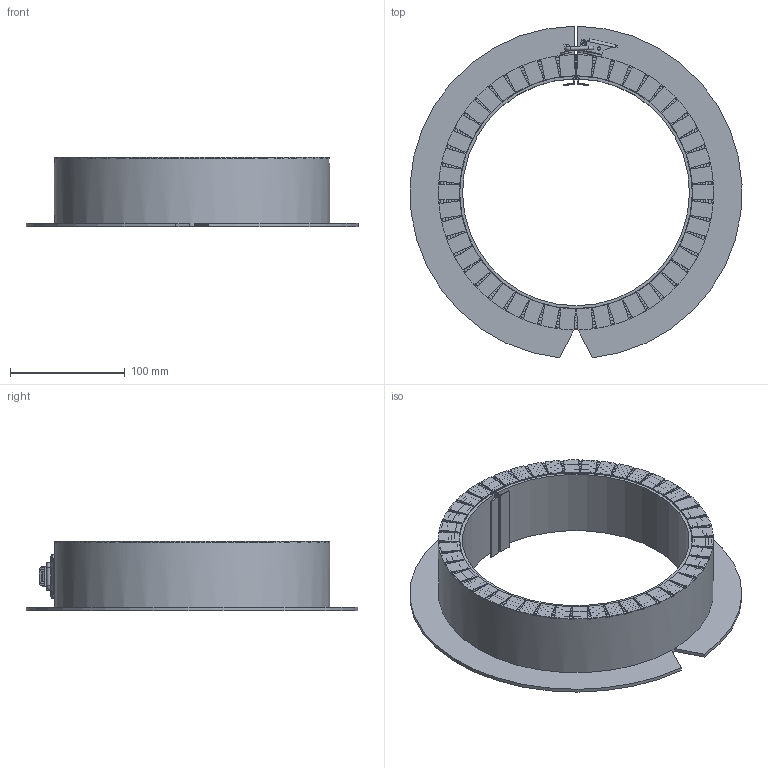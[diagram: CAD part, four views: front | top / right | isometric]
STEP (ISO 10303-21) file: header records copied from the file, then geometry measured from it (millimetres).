
FILE_DESCRIPTION((''),'2;1');
FILE_NAME('SLEEV-IT FC-MAR200M.stp','2014-11-14T11:33:17',('se-emikul'),(''),'Autodesk Inventor 2013','Autodesk Inventor 2013','');
FILE_SCHEMA(('AUTOMOTIVE_DESIGN { 1 0 10303 214 1 1 1 1 }'));
Length unit declared in the file: millimetre
Products named in the file (1): SLEEV-IT FC-MAR200M
Bounding box: 289.7 x 289.31 x 60.8 mm (x, y, z)
Volume: 935871.3 mm3; surface area: 286036.8 mm2
Topology: 7 solids, 7 shells, 494 faces, 1251 edges, 766 vertices
Faces by surface type: plane 415, cylinder 66, bspline 6, torus 5, sphere 1, cone 1
Full cylindrical faces by diameter (mm): 2.8 x4, 3.1 x1, 3.2 x5, 3.4 x2, 4 x1, 4.1 x2, 4.2 x2
Entity records: 15080 total; most frequent: CARTESIAN_POINT 3027, DIRECTION 2522, ORIENTED_EDGE 2446, EDGE_CURVE 1223, VECTOR 866, LINE 866, AXIS2_PLACEMENT_3D 828, VERTEX_POINT 761
